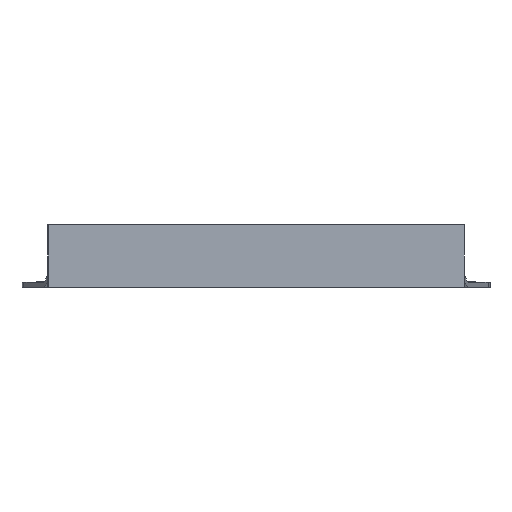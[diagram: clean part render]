
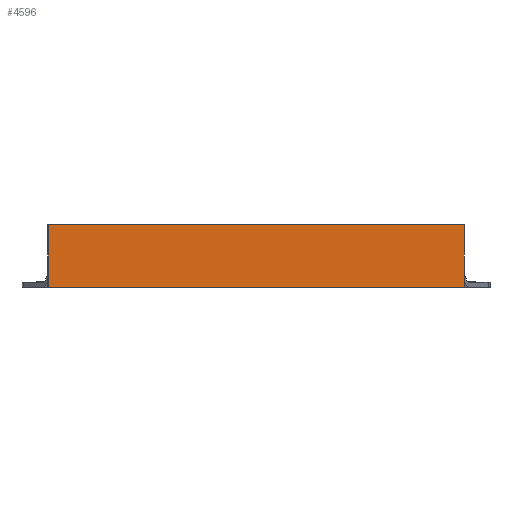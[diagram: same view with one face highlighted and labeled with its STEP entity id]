
A CAD part, front view. The second image highlights one B-rep face of the part: STEP entity #4596.
In plain terms, the highlighted planar face has unit normal (0, -1, 0).
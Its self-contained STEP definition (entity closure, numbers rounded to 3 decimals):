
#187=PLANE('',#4863);
#388=FACE_OUTER_BOUND('',#618,.T.);
#618=EDGE_LOOP('',(#3885,#3886,#3887,#3888));
#1120=LINE('',#7196,#1688);
#1134=LINE('',#7238,#1702);
#1141=LINE('',#7251,#1709);
#1143=LINE('',#7254,#1711);
#1688=VECTOR('',#5688,1.);
#1702=VECTOR('',#5716,1.);
#1709=VECTOR('',#5725,1.);
#1711=VECTOR('',#5729,1.);
#2225=VERTEX_POINT('',#7192);
#2226=VERTEX_POINT('',#7194);
#2246=VERTEX_POINT('',#7235);
#2247=VERTEX_POINT('',#7237);
#2796=EDGE_CURVE('',#2225,#2226,#1120,.T.);
#2816=EDGE_CURVE('',#2246,#2247,#1134,.T.);
#2823=EDGE_CURVE('',#2246,#2225,#1141,.T.);
#2825=EDGE_CURVE('',#2247,#2226,#1143,.T.);
#3885=ORIENTED_EDGE('',*,*,#2796,.T.);
#3886=ORIENTED_EDGE('',*,*,#2825,.F.);
#3887=ORIENTED_EDGE('',*,*,#2816,.F.);
#3888=ORIENTED_EDGE('',*,*,#2823,.T.);
#4596=ADVANCED_FACE('',(#388),#187,.F.);
#4863=AXIS2_PLACEMENT_3D('',#7253,#5727,#5728);
#5688=DIRECTION('',(1.,0.,0.));
#5716=DIRECTION('',(1.,0.,0.));
#5725=DIRECTION('',(0.,0.,-1.));
#5727=DIRECTION('center_axis',(0.,1.,0.));
#5728=DIRECTION('ref_axis',(0.,0.,-1.));
#5729=DIRECTION('',(0.,0.,-1.));
#7192=CARTESIAN_POINT('',(-26.167,-19.233,0.037));
#7194=CARTESIAN_POINT('',(-18.168,-19.233,0.037));
#7196=CARTESIAN_POINT('',(-18.168,-19.233,0.037));
#7235=CARTESIAN_POINT('',(-26.167,-19.233,1.236));
#7237=CARTESIAN_POINT('',(-18.168,-19.233,1.236));
#7238=CARTESIAN_POINT('',(-18.168,-19.233,1.236));
#7251=CARTESIAN_POINT('',(-26.167,-19.233,1.236));
#7253=CARTESIAN_POINT('Origin',(-18.168,-19.233,1.236));
#7254=CARTESIAN_POINT('',(-18.168,-19.233,1.236));
